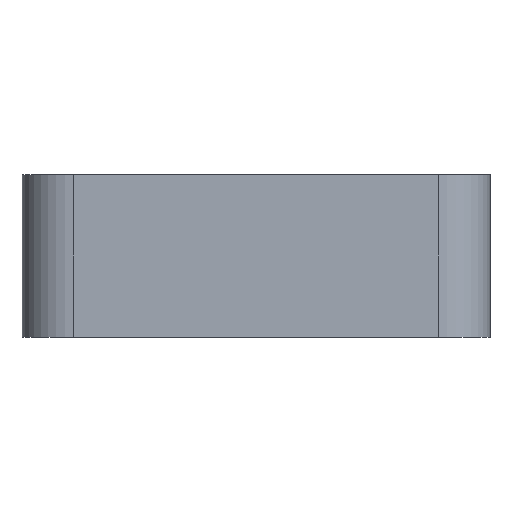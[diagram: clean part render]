
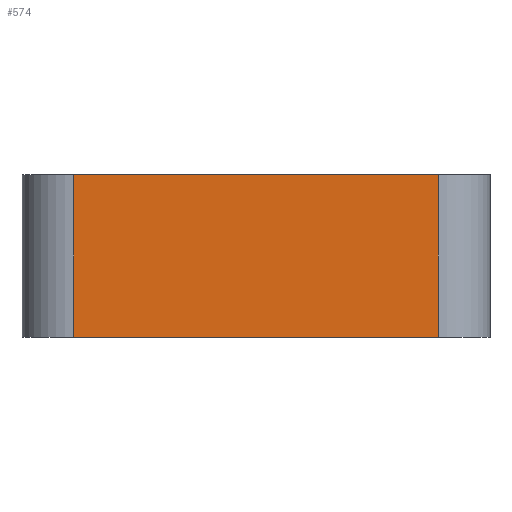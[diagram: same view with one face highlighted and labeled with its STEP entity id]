
A CAD part, left-side view. The second image highlights one B-rep face of the part: STEP entity #574.
In plain terms, the highlighted planar face has unit normal (-1, 0, 0).
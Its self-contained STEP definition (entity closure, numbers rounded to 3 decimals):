
#63=FACE_OUTER_BOUND('',#97,.T.);
#97=EDGE_LOOP('',(#508,#509,#510,#511));
#129=LINE('',#827,#189);
#179=LINE('',#954,#239);
#180=LINE('',#958,#240);
#181=LINE('',#959,#241);
#189=VECTOR('',#664,10.);
#239=VECTOR('',#790,10.);
#240=VECTOR('',#795,10.);
#241=VECTOR('',#796,10.);
#252=VERTEX_POINT('',#824);
#253=VERTEX_POINT('',#826);
#292=VERTEX_POINT('',#953);
#293=VERTEX_POINT('',#957);
#304=EDGE_CURVE('',#253,#252,#129,.T.);
#367=EDGE_CURVE('',#292,#253,#179,.T.);
#369=EDGE_CURVE('',#293,#252,#180,.T.);
#370=EDGE_CURVE('',#293,#292,#181,.T.);
#508=ORIENTED_EDGE('',*,*,#304,.T.);
#509=ORIENTED_EDGE('',*,*,#369,.F.);
#510=ORIENTED_EDGE('',*,*,#370,.T.);
#511=ORIENTED_EDGE('',*,*,#367,.T.);
#546=PLANE('',#643);
#574=ADVANCED_FACE('',(#63),#546,.T.);
#643=AXIS2_PLACEMENT_3D('',#956,#793,#794);
#664=DIRECTION('',(0.,1.,0.));
#790=DIRECTION('',(0.,0.,1.));
#793=DIRECTION('center_axis',(-1.,0.,0.));
#794=DIRECTION('ref_axis',(0.,-1.,0.));
#795=DIRECTION('',(0.,0.,1.));
#796=DIRECTION('',(0.,-1.,0.));
#824=CARTESIAN_POINT('',(-43.352,20.212,18.));
#826=CARTESIAN_POINT('',(-43.352,-20.212,18.));
#827=CARTESIAN_POINT('',(-43.352,10.106,18.));
#953=CARTESIAN_POINT('',(-43.352,-20.212,0.));
#954=CARTESIAN_POINT('',(-43.352,-20.212,0.));
#956=CARTESIAN_POINT('Origin',(-43.352,20.212,0.));
#957=CARTESIAN_POINT('',(-43.352,20.212,0.));
#958=CARTESIAN_POINT('',(-43.352,20.212,0.));
#959=CARTESIAN_POINT('',(-43.352,20.212,0.));
